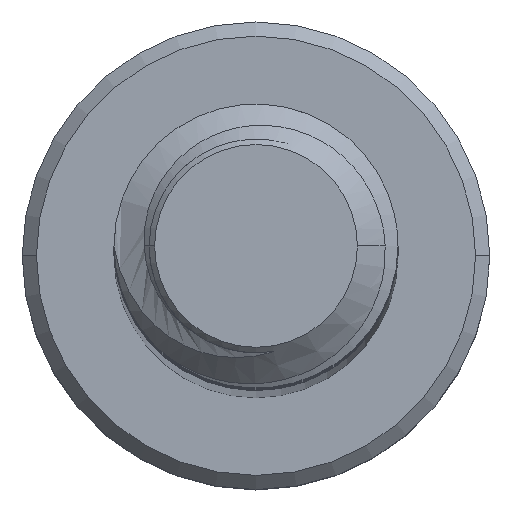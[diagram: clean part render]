
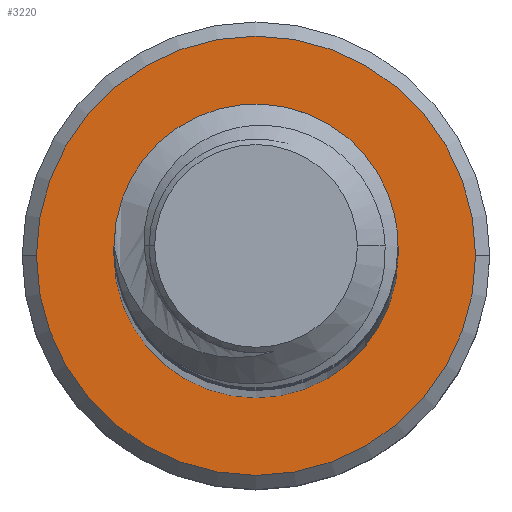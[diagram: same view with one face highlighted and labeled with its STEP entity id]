
A CAD part, top view. The second image highlights one B-rep face of the part: STEP entity #3220.
In plain terms, the highlighted planar face has unit normal (0, 0, 1).
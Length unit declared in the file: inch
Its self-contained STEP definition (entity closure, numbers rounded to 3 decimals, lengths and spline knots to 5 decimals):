
#95 = CARTESIAN_POINT ( 'NONE',  ( 0., 0., -3.25 ) ) ;
#235 = CIRCLE ( 'NONE', #6975, 0.1268 ) ;
#423 = EDGE_CURVE ( 'NONE', #7006, #7218, #1612, .T. ) ;
#792 = DIRECTION ( 'NONE',  ( 0., 0., 1. ) ) ;
#832 = DIRECTION ( 'NONE',  ( -1., 0., 0. ) ) ;
#867 = CARTESIAN_POINT ( 'NONE',  ( 0., 0., -3.25 ) ) ;
#1176 = CARTESIAN_POINT ( 'NONE',  ( 0., 0., -3.25 ) ) ;
#1253 = CARTESIAN_POINT ( 'NONE',  ( -0.082, 0., -3.25 ) ) ;
#1612 = CIRCLE ( 'NONE', #7145, 0.082 ) ;
#2199 = AXIS2_PLACEMENT_3D ( 'NONE', #4456, #4449, #4446 ) ;
#2512 = EDGE_CURVE ( 'NONE', #3595, #6999, #6699, .T. ) ;
#2639 = CARTESIAN_POINT ( 'NONE',  ( -0.1268, 0., -3.25 ) ) ;
#3054 = AXIS2_PLACEMENT_3D ( 'NONE', #867, #6258, #6256 ) ;
#3088 = ORIENTED_EDGE ( 'NONE', *, *, #3151, .F. ) ;
#3151 = EDGE_CURVE ( 'NONE', #7218, #7006, #7442, .T. ) ;
#3220 = ADVANCED_FACE ( 'NONE', ( #6605, #5438 ), #6272, .F. ) ;
#3410 = EDGE_CURVE ( 'NONE', #6999, #3595, #235, .T. ) ;
#3595 = VERTEX_POINT ( 'NONE', #4393 ) ;
#4175 = EDGE_LOOP ( 'NONE', ( #4214, #7181 ) ) ;
#4214 = ORIENTED_EDGE ( 'NONE', *, *, #3410, .T. ) ;
#4355 = DIRECTION ( 'NONE',  ( -1., 0., 0. ) ) ;
#4374 = DIRECTION ( 'NONE',  ( 0., 0., 1. ) ) ;
#4393 = CARTESIAN_POINT ( 'NONE',  ( 0.1268, 0., -3.25 ) ) ;
#4446 = DIRECTION ( 'NONE',  ( -1., 0., 0. ) ) ;
#4449 = DIRECTION ( 'NONE',  ( 0., 0., 1. ) ) ;
#4456 = CARTESIAN_POINT ( 'NONE',  ( 0., 0., -3.25 ) ) ;
#5438 = FACE_BOUND ( 'NONE', #6232, .T. ) ;
#5568 = DIRECTION ( 'NONE',  ( -1., 0., 0. ) ) ;
#5570 = DIRECTION ( 'NONE',  ( 0., 0., 1. ) ) ;
#5579 = CARTESIAN_POINT ( 'NONE',  ( 0., 0., -3.25 ) ) ;
#5652 = ORIENTED_EDGE ( 'NONE', *, *, #423, .F. ) ;
#6016 = CARTESIAN_POINT ( 'NONE',  ( 0.082, 0., -3.25 ) ) ;
#6232 = EDGE_LOOP ( 'NONE', ( #3088, #5652 ) ) ;
#6256 = DIRECTION ( 'NONE',  ( -1., 0., 0. ) ) ;
#6258 = DIRECTION ( 'NONE',  ( 0., 0., -1. ) ) ;
#6272 = PLANE ( 'NONE',  #3054 ) ;
#6546 = AXIS2_PLACEMENT_3D ( 'NONE', #95, #4374, #4355 ) ;
#6605 = FACE_OUTER_BOUND ( 'NONE', #4175, .T. ) ;
#6699 = CIRCLE ( 'NONE', #2199, 0.1268 ) ;
#6975 = AXIS2_PLACEMENT_3D ( 'NONE', #5579, #5570, #5568 ) ;
#6999 = VERTEX_POINT ( 'NONE', #2639 ) ;
#7006 = VERTEX_POINT ( 'NONE', #1253 ) ;
#7145 = AXIS2_PLACEMENT_3D ( 'NONE', #1176, #792, #832 ) ;
#7181 = ORIENTED_EDGE ( 'NONE', *, *, #2512, .T. ) ;
#7218 = VERTEX_POINT ( 'NONE', #6016 ) ;
#7442 = CIRCLE ( 'NONE', #6546, 0.082 ) ;
